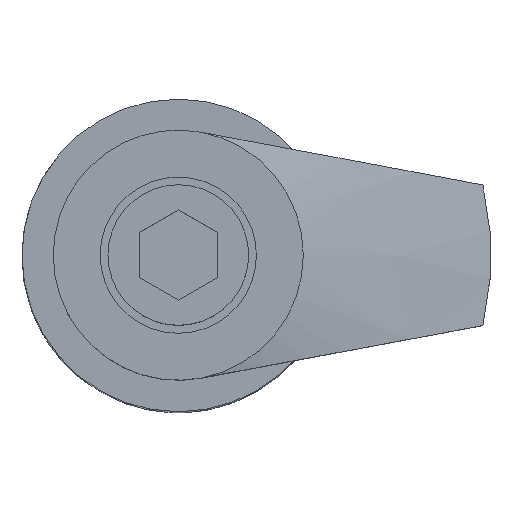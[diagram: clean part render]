
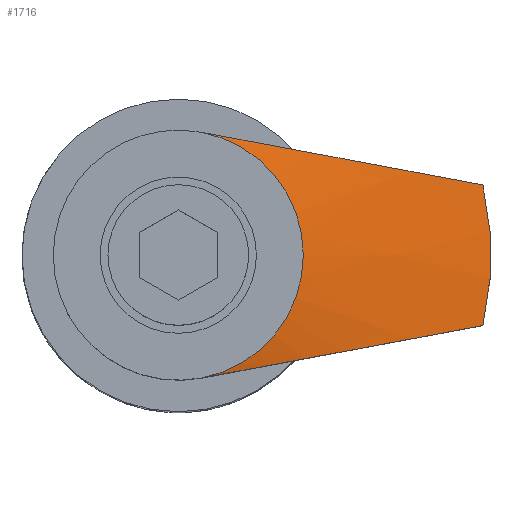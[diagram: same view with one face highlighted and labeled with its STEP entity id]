
A CAD part, top view. The second image highlights one B-rep face of the part: STEP entity #1716.
In plain terms, the highlighted conical face has half-angle 75.964 degrees and reference radius 40 mm.
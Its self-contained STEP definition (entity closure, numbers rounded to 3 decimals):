
#3 = B_SPLINE_CURVE_WITH_KNOTS ( 'NONE', 3,
 ( #709, #1659, #850, #1496, #2058, #533, #5, #699, #1004, #1677, #861, #541, #166, #21 ),
 .UNSPECIFIED., .F., .F.,
 ( 4, 2, 2, 2, 2, 2, 4 ),
 ( 0., 0.005, 0.009, 0.014, 0.019, 0.028, 0.037 ),
 .UNSPECIFIED. ) ;
#5 = CARTESIAN_POINT ( 'NONE',  ( 15.07, -13.463, 53.956 ) ) ;
#21 = CARTESIAN_POINT ( 'NONE',  ( 38.974, -9., 49. ) ) ;
#40 = CARTESIAN_POINT ( 'NONE',  ( 4.467, 15.443, 55. ) ) ;
#63 = CARTESIAN_POINT ( 'NONE',  ( 19.581, 12.621, 53.181 ) ) ;
#73 = CARTESIAN_POINT ( 'NONE',  ( 24.077, 11.781, 52.317 ) ) ;
#87 = CARTESIAN_POINT ( 'NONE',  ( 5.991, 15.158, 54.942 ) ) ;
#130 = ORIENTED_EDGE ( 'NONE', *, *, #1699, .F. ) ;
#166 = CARTESIAN_POINT ( 'NONE',  ( 36.001, -9.555, 49.693 ) ) ;
#218 = DIRECTION ( 'NONE',  ( -1., 0., 0. ) ) ;
#233 = CARTESIAN_POINT ( 'NONE',  ( 27.063, 11.224, 51.685 ) ) ;
#331 = CARTESIAN_POINT ( 'NONE',  ( 0., 0., 49. ) ) ;
#352 = ORIENTED_EDGE ( 'NONE', *, *, #1592, .T. ) ;
#378 = CARTESIAN_POINT ( 'NONE',  ( 2.936, 15.728, 55. ) ) ;
#386 = CARTESIAN_POINT ( 'NONE',  ( 33.025, 10.111, 50.374 ) ) ;
#396 = CARTESIAN_POINT ( 'NONE',  ( 9.029, 14.591, 54.726 ) ) ;
#533 = CARTESIAN_POINT ( 'NONE',  ( 13.563, -13.744, 54.184 ) ) ;
#541 = CARTESIAN_POINT ( 'NONE',  ( 33.025, -10.111, 50.374 ) ) ;
#554 = EDGE_CURVE ( 'NONE', #719, #2007, #1737, .T. ) ;
#563 = CARTESIAN_POINT ( 'NONE',  ( 38.974, -9., 49. ) ) ;
#564 = CARTESIAN_POINT ( 'NONE',  ( 38.974, 9., 49. ) ) ;
#647 = DIRECTION ( 'NONE',  ( 1., 0., 0. ) ) ;
#699 = CARTESIAN_POINT ( 'NONE',  ( 18.078, -12.901, 53.455 ) ) ;
#709 = CARTESIAN_POINT ( 'NONE',  ( 2.936, -15.728, 55. ) ) ;
#719 = VERTEX_POINT ( 'NONE', #563 ) ;
#738 = DIRECTION ( 'NONE',  ( 0., 0., -1. ) ) ;
#748 = CARTESIAN_POINT ( 'NONE',  ( 13.563, 13.744, 54.184 ) ) ;
#850 = CARTESIAN_POINT ( 'NONE',  ( 5.991, -15.158, 54.942 ) ) ;
#861 = CARTESIAN_POINT ( 'NONE',  ( 27.063, -11.224, 51.685 ) ) ;
#873 = DIRECTION ( 'NONE',  ( 0., 0., 1. ) ) ;
#897 = CIRCLE ( 'NONE', #964, 16. ) ;
#905 = B_SPLINE_CURVE_WITH_KNOTS ( 'NONE', 3,
 ( #378, #40, #87, #396, #1898, #748, #1222, #1046, #63, #73, #233, #386, #1721, #564 ),
 .UNSPECIFIED., .F., .F.,
 ( 4, 2, 2, 2, 2, 2, 4 ),
 ( 0., 0.005, 0.009, 0.014, 0.019, 0.028, 0.037 ),
 .UNSPECIFIED. ) ;
#935 = EDGE_CURVE ( 'NONE', #1449, #1979, #897, .T. ) ;
#964 = AXIS2_PLACEMENT_3D ( 'NONE', #1141, #1469, #647 ) ;
#1004 = CARTESIAN_POINT ( 'NONE',  ( 19.581, -12.621, 53.181 ) ) ;
#1046 = CARTESIAN_POINT ( 'NONE',  ( 18.078, 12.901, 53.455 ) ) ;
#1079 = EDGE_LOOP ( 'NONE', ( #1306, #352, #1209, #130 ) ) ;
#1110 = CARTESIAN_POINT ( 'NONE',  ( 2.936, -15.728, 55. ) ) ;
#1141 = CARTESIAN_POINT ( 'NONE',  ( 0., 0., 55. ) ) ;
#1209 = ORIENTED_EDGE ( 'NONE', *, *, #554, .T. ) ;
#1222 = CARTESIAN_POINT ( 'NONE',  ( 15.07, 13.463, 53.956 ) ) ;
#1306 = ORIENTED_EDGE ( 'NONE', *, *, #935, .F. ) ;
#1330 = CARTESIAN_POINT ( 'NONE',  ( 2.936, 15.728, 55. ) ) ;
#1449 = VERTEX_POINT ( 'NONE', #1110 ) ;
#1469 = DIRECTION ( 'NONE',  ( 0., 0., 1. ) ) ;
#1496 = CARTESIAN_POINT ( 'NONE',  ( 9.029, -14.591, 54.726 ) ) ;
#1537 = DIRECTION ( 'NONE',  ( 1., 0., 0. ) ) ;
#1592 = EDGE_CURVE ( 'NONE', #1449, #719, #3, .T. ) ;
#1659 = CARTESIAN_POINT ( 'NONE',  ( 4.467, -15.443, 55. ) ) ;
#1673 = CARTESIAN_POINT ( 'NONE',  ( 38.974, 9., 49. ) ) ;
#1677 = CARTESIAN_POINT ( 'NONE',  ( 24.077, -11.781, 52.317 ) ) ;
#1699 = EDGE_CURVE ( 'NONE', #1979, #2007, #905, .T. ) ;
#1716 = ADVANCED_FACE ( 'NONE', ( #1743 ), #2141, .T. ) ;
#1721 = CARTESIAN_POINT ( 'NONE',  ( 36.001, 9.555, 49.693 ) ) ;
#1730 = CARTESIAN_POINT ( 'NONE',  ( 0., 0., 49. ) ) ;
#1737 = CIRCLE ( 'NONE', #1843, 40. ) ;
#1743 = FACE_OUTER_BOUND ( 'NONE', #1079, .T. ) ;
#1843 = AXIS2_PLACEMENT_3D ( 'NONE', #331, #873, #1537 ) ;
#1898 = CARTESIAN_POINT ( 'NONE',  ( 10.543, 14.308, 54.569 ) ) ;
#1918 = AXIS2_PLACEMENT_3D ( 'NONE', #1730, #738, #218 ) ;
#1979 = VERTEX_POINT ( 'NONE', #1330 ) ;
#2007 = VERTEX_POINT ( 'NONE', #1673 ) ;
#2058 = CARTESIAN_POINT ( 'NONE',  ( 10.543, -14.308, 54.569 ) ) ;
#2141 = CONICAL_SURFACE ( 'NONE', #1918, 40., 1.326 ) ;
